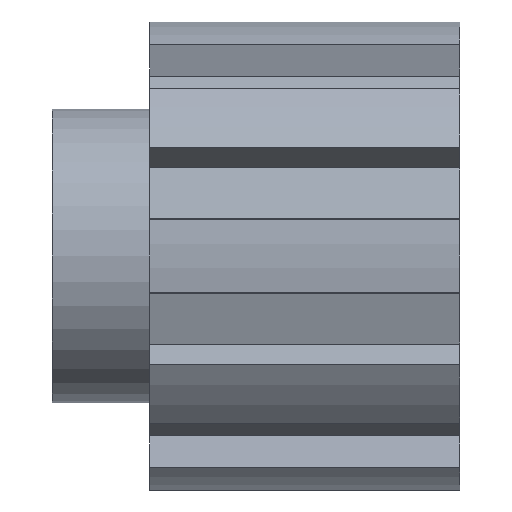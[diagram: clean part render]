
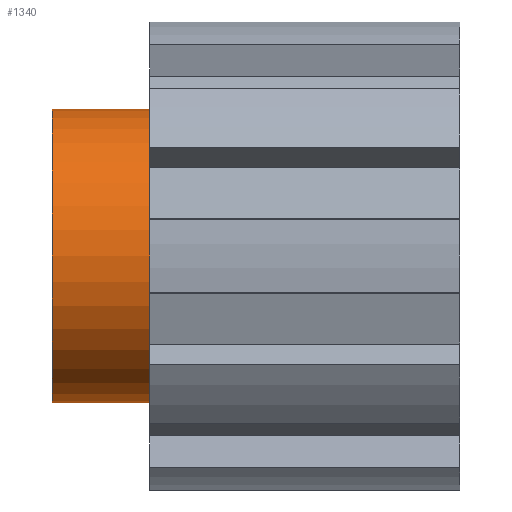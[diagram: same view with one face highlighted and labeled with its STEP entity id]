
A CAD part, left-side view. The second image highlights one B-rep face of the part: STEP entity #1340.
In plain terms, the highlighted cylindrical face has radius 9 mm (diameter 18 mm), a partial arc.
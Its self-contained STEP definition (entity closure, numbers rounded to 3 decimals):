
#44 = CIRCLE ( 'NONE', #1816, 9. ) ;
#112 = CARTESIAN_POINT ( 'NONE',  ( 1.347, 19., -0.673 ) ) ;
#120 = EDGE_CURVE ( 'NONE', #1344, #1319, #187, .T. ) ;
#170 = CARTESIAN_POINT ( 'NONE',  ( 1.347, 25., -0.673 ) ) ;
#176 = ORIENTED_EDGE ( 'NONE', *, *, #425, .T. ) ;
#187 = LINE ( 'NONE', #600, #1019 ) ;
#229 = DIRECTION ( 'NONE',  ( 0., 1., 0. ) ) ;
#266 = ORIENTED_EDGE ( 'NONE', *, *, #1487, .T. ) ;
#306 = AXIS2_PLACEMENT_3D ( 'NONE', #170, #1618, #343 ) ;
#343 = DIRECTION ( 'NONE',  ( 0., 0., -1. ) ) ;
#379 = EDGE_LOOP ( 'NONE', ( #1481, #1164, #176, #266 ) ) ;
#386 = DIRECTION ( 'NONE',  ( 0., 0., 1. ) ) ;
#425 = EDGE_CURVE ( 'NONE', #1485, #1474, #1271, .T. ) ;
#450 = FACE_OUTER_BOUND ( 'NONE', #379, .T. ) ;
#496 = DIRECTION ( 'NONE',  ( 0., 0., 1. ) ) ;
#600 = CARTESIAN_POINT ( 'NONE',  ( 1.347, 25., 8.327 ) ) ;
#627 = EDGE_CURVE ( 'NONE', #1485, #1344, #1430, .T. ) ;
#807 = CARTESIAN_POINT ( 'NONE',  ( 1.347, 19., -9.673 ) ) ;
#844 = CARTESIAN_POINT ( 'NONE',  ( 1.347, 25., -9.673 ) ) ;
#895 = CARTESIAN_POINT ( 'NONE',  ( 1.347, 25., 8.327 ) ) ;
#1005 = AXIS2_PLACEMENT_3D ( 'NONE', #1085, #1212, #386 ) ;
#1019 = VECTOR ( 'NONE', #1482, 1000. ) ;
#1028 = CYLINDRICAL_SURFACE ( 'NONE', #306, 9. ) ;
#1085 = CARTESIAN_POINT ( 'NONE',  ( 1.347, 25., -0.673 ) ) ;
#1115 = DIRECTION ( 'NONE',  ( 0., -1., 0. ) ) ;
#1164 = ORIENTED_EDGE ( 'NONE', *, *, #627, .F. ) ;
#1212 = DIRECTION ( 'NONE',  ( 0., 1., 0. ) ) ;
#1249 = VECTOR ( 'NONE', #1115, 1000. ) ;
#1271 = LINE ( 'NONE', #844, #1249 ) ;
#1319 = VERTEX_POINT ( 'NONE', #1429 ) ;
#1340 = ADVANCED_FACE ( 'NONE', ( #450 ), #1028, .T. ) ;
#1344 = VERTEX_POINT ( 'NONE', #895 ) ;
#1382 = CARTESIAN_POINT ( 'NONE',  ( 1.347, 25., -9.673 ) ) ;
#1429 = CARTESIAN_POINT ( 'NONE',  ( 1.347, 19., 8.327 ) ) ;
#1430 = CIRCLE ( 'NONE', #1005, 9. ) ;
#1474 = VERTEX_POINT ( 'NONE', #807 ) ;
#1481 = ORIENTED_EDGE ( 'NONE', *, *, #120, .F. ) ;
#1482 = DIRECTION ( 'NONE',  ( 0., -1., 0. ) ) ;
#1485 = VERTEX_POINT ( 'NONE', #1382 ) ;
#1487 = EDGE_CURVE ( 'NONE', #1474, #1319, #44, .T. ) ;
#1618 = DIRECTION ( 'NONE',  ( 0., -1., 0. ) ) ;
#1816 = AXIS2_PLACEMENT_3D ( 'NONE', #112, #229, #496 ) ;
